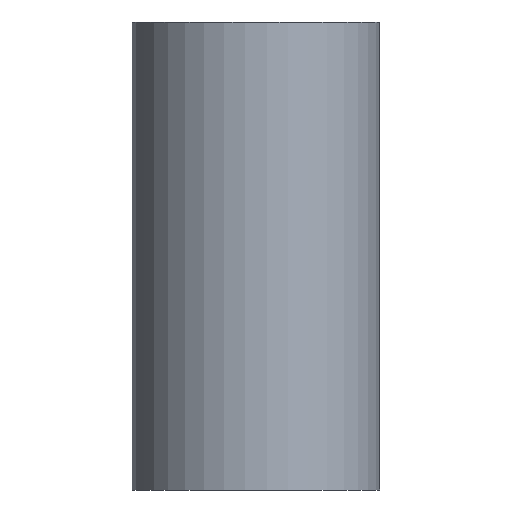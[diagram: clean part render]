
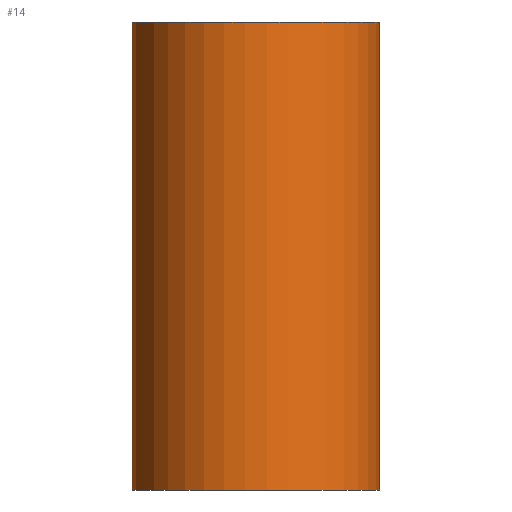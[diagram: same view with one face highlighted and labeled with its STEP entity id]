
A CAD part, front view. The second image highlights one B-rep face of the part: STEP entity #14.
In plain terms, the highlighted cylindrical face has radius 6.1 mm (diameter 12.2 mm), a partial arc.
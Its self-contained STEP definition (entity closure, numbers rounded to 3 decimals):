
#14=ADVANCED_FACE('',(#24),#171,.T.);
#24=FACE_OUTER_BOUND('',#34,.T.);
#34=EDGE_LOOP('',(#44,#45,#46,#47));
#44=ORIENTED_EDGE('',*,*,#95,.T.);
#45=ORIENTED_EDGE('',*,*,#94,.T.);
#46=ORIENTED_EDGE('',*,*,#93,.F.);
#47=ORIENTED_EDGE('',*,*,#92,.F.);
#92=EDGE_CURVE('',#150,#151,#130,.T.);
#93=EDGE_CURVE('',#151,#152,#126,.T.);
#94=EDGE_CURVE('',#153,#152,#131,.T.);
#95=EDGE_CURVE('',#150,#153,#127,.T.);
#126=(
BOUNDED_CURVE()
B_SPLINE_CURVE(1,(#349,#350),.UNSPECIFIED.,.F.,.F.)
B_SPLINE_CURVE_WITH_KNOTS((2,2),(0.,23.),.UNSPECIFIED.)
CURVE()
GEOMETRIC_REPRESENTATION_ITEM()
RATIONAL_B_SPLINE_CURVE((1.,1.))
REPRESENTATION_ITEM('')
);
#127=(
BOUNDED_CURVE()
B_SPLINE_CURVE(1,(#354,#355),.UNSPECIFIED.,.F.,.F.)
B_SPLINE_CURVE_WITH_KNOTS((2,2),(0.,23.),.UNSPECIFIED.)
CURVE()
GEOMETRIC_REPRESENTATION_ITEM()
RATIONAL_B_SPLINE_CURVE((1.,1.))
REPRESENTATION_ITEM('')
);
#130=TRIMMED_CURVE($,#140,(#347),(#348),.T.,.CARTESIAN.);
#131=TRIMMED_CURVE($,#141,(#352),(#353),.T.,.CARTESIAN.);
#140=CIRCLE('',#274,6.1);
#141=CIRCLE('',#275,6.1);
#150=VERTEX_POINT('',#330);
#151=VERTEX_POINT('',#331);
#152=VERTEX_POINT('',#332);
#153=VERTEX_POINT('',#333);
#171=CYLINDRICAL_SURFACE('',#264,6.1);
#264=AXIS2_PLACEMENT_3D('',#320,#287,$);
#274=AXIS2_PLACEMENT_3D($,#346,#297,#298);
#275=AXIS2_PLACEMENT_3D($,#351,#299,#300);
#287=DIRECTION('',(0.,0.,-1.));
#297=DIRECTION('',(0.,0.,-1.));
#298=DIRECTION('',(0.259,0.966,0.));
#299=DIRECTION('',(0.,0.,-1.));
#300=DIRECTION('',(0.259,0.966,0.));
#320=CARTESIAN_POINT('',(0.,0.,11.5));
#330=CARTESIAN_POINT('',(1.579,5.892,0.));
#331=CARTESIAN_POINT('',(-1.579,5.892,0.));
#332=CARTESIAN_POINT('',(-1.579,5.892,23.));
#333=CARTESIAN_POINT('',(1.579,5.892,23.));
#346=CARTESIAN_POINT('',(0.,0.,0.));
#347=CARTESIAN_POINT('',(1.579,5.892,0.));
#348=CARTESIAN_POINT('',(-1.579,5.892,0.));
#349=CARTESIAN_POINT('',(-1.579,5.892,0.));
#350=CARTESIAN_POINT('',(-1.579,5.892,23.));
#351=CARTESIAN_POINT('',(0.,0.,23.));
#352=CARTESIAN_POINT('',(1.579,5.892,23.));
#353=CARTESIAN_POINT('',(-1.579,5.892,23.));
#354=CARTESIAN_POINT('',(1.579,5.892,0.));
#355=CARTESIAN_POINT('',(1.579,5.892,23.));
